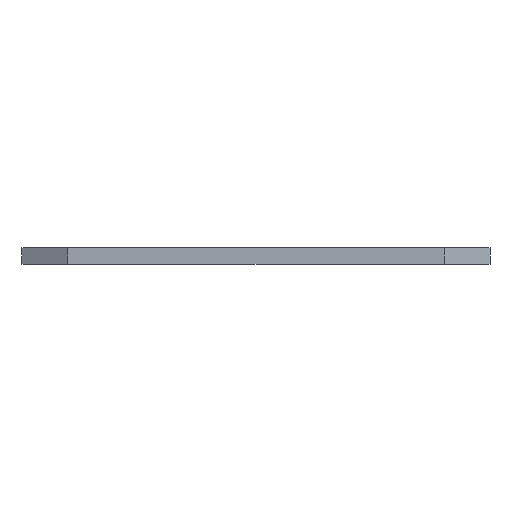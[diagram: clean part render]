
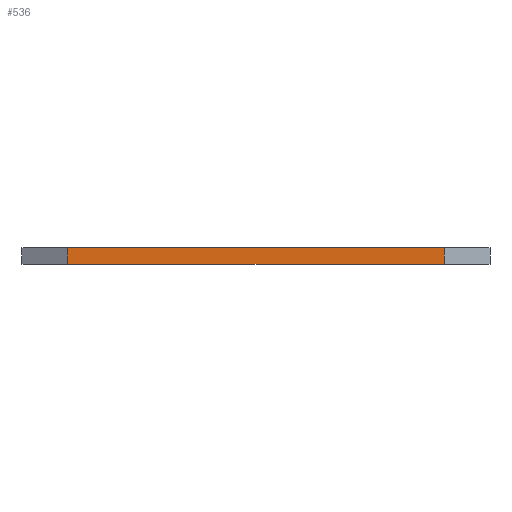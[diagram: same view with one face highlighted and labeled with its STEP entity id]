
A CAD part, front view. The second image highlights one B-rep face of the part: STEP entity #536.
In plain terms, the highlighted planar face has unit normal (0, -1, 0).
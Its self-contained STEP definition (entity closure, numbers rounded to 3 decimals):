
#2 = DIRECTION ( 'NONE',  ( 0., 0., -1. ) ) ;
#10 = LINE ( 'NONE', #119, #467 ) ;
#29 = VECTOR ( 'NONE', #630, 1000. ) ;
#41 = DIRECTION ( 'NONE',  ( 0., 0., -1. ) ) ;
#47 = AXIS2_PLACEMENT_3D ( 'NONE', #167, #411, #178 ) ;
#55 = CARTESIAN_POINT ( 'NONE',  ( 38.165, -37., 0. ) ) ;
#93 = FACE_OUTER_BOUND ( 'NONE', #276, .T. ) ;
#119 = CARTESIAN_POINT ( 'NONE',  ( 38.165, -37., 2. ) ) ;
#167 = CARTESIAN_POINT ( 'NONE',  ( 38.165, -37., 2. ) ) ;
#171 = CARTESIAN_POINT ( 'NONE',  ( 38.165, -37., 2. ) ) ;
#178 = DIRECTION ( 'NONE',  ( 0., 0., 1. ) ) ;
#183 = EDGE_CURVE ( 'NONE', #589, #608, #10, .T. ) ;
#190 = ORIENTED_EDGE ( 'NONE', *, *, #573, .T. ) ;
#210 = ORIENTED_EDGE ( 'NONE', *, *, #487, .F. ) ;
#225 = CARTESIAN_POINT ( 'NONE',  ( -8.365, -37., 0. ) ) ;
#276 = EDGE_LOOP ( 'NONE', ( #190, #347, #210, #328 ) ) ;
#277 = DIRECTION ( 'NONE',  ( 1., 0., 0. ) ) ;
#279 = CARTESIAN_POINT ( 'NONE',  ( -8.365, -37., 2. ) ) ;
#285 = LINE ( 'NONE', #509, #29 ) ;
#288 = CARTESIAN_POINT ( 'NONE',  ( -8.365, -37., 2. ) ) ;
#317 = LINE ( 'NONE', #279, #492 ) ;
#328 = ORIENTED_EDGE ( 'NONE', *, *, #619, .T. ) ;
#345 = CARTESIAN_POINT ( 'NONE',  ( 38.165, -37., 0. ) ) ;
#347 = ORIENTED_EDGE ( 'NONE', *, *, #183, .F. ) ;
#353 = LINE ( 'NONE', #345, #424 ) ;
#411 = DIRECTION ( 'NONE',  ( 0., 1., 0. ) ) ;
#424 = VECTOR ( 'NONE', #277, 1000. ) ;
#467 = VECTOR ( 'NONE', #2, 1000. ) ;
#487 = EDGE_CURVE ( 'NONE', #707, #589, #285, .T. ) ;
#492 = VECTOR ( 'NONE', #41, 1000. ) ;
#509 = CARTESIAN_POINT ( 'NONE',  ( 38.165, -37., 2. ) ) ;
#536 = ADVANCED_FACE ( 'NONE', ( #93 ), #697, .F. ) ;
#573 = EDGE_CURVE ( 'NONE', #577, #608, #353, .T. ) ;
#577 = VERTEX_POINT ( 'NONE', #225 ) ;
#589 = VERTEX_POINT ( 'NONE', #171 ) ;
#608 = VERTEX_POINT ( 'NONE', #55 ) ;
#619 = EDGE_CURVE ( 'NONE', #707, #577, #317, .T. ) ;
#630 = DIRECTION ( 'NONE',  ( 1., 0., 0. ) ) ;
#697 = PLANE ( 'NONE',  #47 ) ;
#707 = VERTEX_POINT ( 'NONE', #288 ) ;
